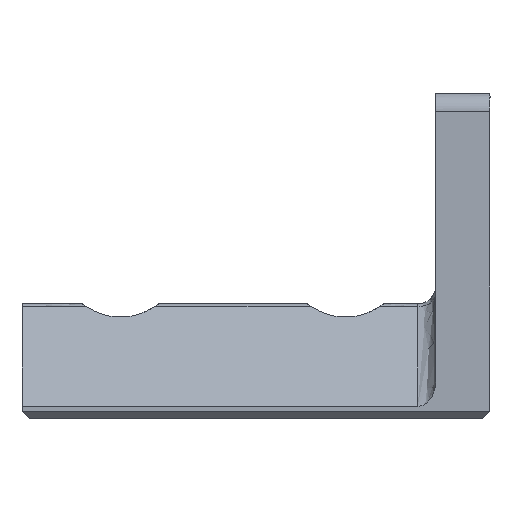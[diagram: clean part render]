
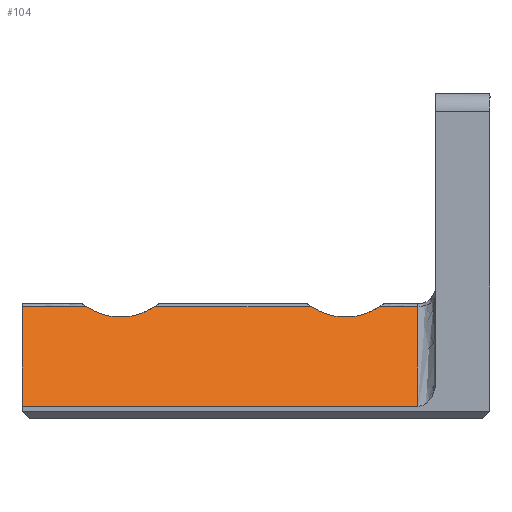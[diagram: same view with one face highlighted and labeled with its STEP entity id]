
A CAD part, front view. The second image highlights one B-rep face of the part: STEP entity #104.
In plain terms, the highlighted planar face has unit normal (0, -0.707, 0.707).
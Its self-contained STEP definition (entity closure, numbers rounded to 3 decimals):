
#104=ADVANCED_FACE('',(#211),#1787,.T.);
#211=FACE_OUTER_BOUND('',#324,.T.);
#324=EDGE_LOOP('',(#699,#700,#701,#702,#703,#704,#705,#706));
#699=ORIENTED_EDGE('',*,*,#1180,.T.);
#700=ORIENTED_EDGE('',*,*,#1181,.T.);
#701=ORIENTED_EDGE('',*,*,#1137,.F.);
#702=ORIENTED_EDGE('',*,*,#1141,.T.);
#703=ORIENTED_EDGE('',*,*,#1133,.F.);
#704=ORIENTED_EDGE('',*,*,#1142,.T.);
#705=ORIENTED_EDGE('',*,*,#1130,.T.);
#706=ORIENTED_EDGE('',*,*,#1169,.F.);
#1130=EDGE_CURVE('',#1637,#1609,#1456,.T.);
#1133=EDGE_CURVE('',#1645,#1644,#1459,.T.);
#1137=EDGE_CURVE('',#1653,#1652,#1463,.T.);
#1141=EDGE_CURVE('',#1653,#1644,#1467,.T.);
#1142=EDGE_CURVE('',#1645,#1637,#1468,.T.);
#1169=EDGE_CURVE('',#1664,#1609,#1489,.T.);
#1180=EDGE_CURVE('',#1664,#1675,#1500,.T.);
#1181=EDGE_CURVE('',#1675,#1652,#1501,.T.);
#1456=B_SPLINE_CURVE_WITH_KNOTS('',1,(#3856,#3857),.UNSPECIFIED.,.F.,.F.,
(2,2),(2.023,2.892),.UNSPECIFIED.);
#1459=B_SPLINE_CURVE_WITH_KNOTS('',3,(#3871,#3872,#3873,#3874,#3875,#3876,
#3877),.UNSPECIFIED.,.F.,.F.,(4,1,1,1,4),(-1.391,0.006,
0.725,1.445,2.841),.UNSPECIFIED.);
#1463=B_SPLINE_CURVE_WITH_KNOTS('',3,(#3897,#3898,#3899,#3900,#3901,#3902,
#3903),.UNSPECIFIED.,.F.,.F.,(4,1,1,1,4),(-1.391,0.006,
0.725,1.445,2.841),.UNSPECIFIED.);
#1467=B_SPLINE_CURVE_WITH_KNOTS('',1,(#3914,#3915),.UNSPECIFIED.,.F.,.F.,
(2,2),(-0.201,8.455),.UNSPECIFIED.);
#1468=B_SPLINE_CURVE_WITH_KNOTS('',1,(#3916,#3917),.UNSPECIFIED.,.F.,.F.,
(2,2),(-0.201,3.352),.UNSPECIFIED.);
#1489=B_SPLINE_CURVE_WITH_KNOTS('',1,(#4156,#4157),.UNSPECIFIED.,.F.,.F.,
(2,2),(58.4,80.3),.UNSPECIFIED.);
#1500=B_SPLINE_CURVE_WITH_KNOTS('',1,(#4214,#4215),.UNSPECIFIED.,.F.,.F.,
(2,2),(0.,7.807),.UNSPECIFIED.);
#1501=B_SPLINE_CURVE_WITH_KNOTS('',1,(#4216,#4217),.UNSPECIFIED.,.F.,.F.,
(2,2),(1.,3.103),.UNSPECIFIED.);
#1609=VERTEX_POINT('',#3540);
#1637=VERTEX_POINT('',#3568);
#1644=VERTEX_POINT('',#3575);
#1645=VERTEX_POINT('',#3576);
#1652=VERTEX_POINT('',#3583);
#1653=VERTEX_POINT('',#3584);
#1664=VERTEX_POINT('',#3595);
#1675=VERTEX_POINT('',#3606);
#1787=PLANE('',#1845);
#1845=AXIS2_PLACEMENT_3D('',#3216,#1886,$);
#1886=DIRECTION('',(0.,-0.707,0.707));
#3216=CARTESIAN_POINT('',(63.358,821.649,6.203));
#3540=CARTESIAN_POINT('',(63.358,816.129,0.683));
#3568=CARTESIAN_POINT('',(63.358,821.649,6.203));
#3575=CARTESIAN_POINT('',(70.705,821.649,6.203));
#3576=CARTESIAN_POINT('',(66.911,821.649,6.203));
#3583=CARTESIAN_POINT('',(83.155,821.649,6.203));
#3584=CARTESIAN_POINT('',(79.361,821.649,6.203));
#3595=CARTESIAN_POINT('',(85.258,816.129,0.683));
#3606=CARTESIAN_POINT('',(85.258,821.649,6.203));
#3856=CARTESIAN_POINT('',(63.358,821.649,6.203));
#3857=CARTESIAN_POINT('',(63.358,816.129,0.683));
#3871=CARTESIAN_POINT('',(66.911,821.649,6.203));
#3872=CARTESIAN_POINT('',(67.249,821.423,5.976));
#3873=CARTESIAN_POINT('',(67.862,821.148,5.701));
#3874=CARTESIAN_POINT('',(68.808,821.045,5.599));
#3875=CARTESIAN_POINT('',(69.754,821.148,5.701));
#3876=CARTESIAN_POINT('',(70.367,821.423,5.976));
#3877=CARTESIAN_POINT('',(70.705,821.649,6.203));
#3897=CARTESIAN_POINT('',(79.361,821.649,6.203));
#3898=CARTESIAN_POINT('',(79.699,821.423,5.976));
#3899=CARTESIAN_POINT('',(80.312,821.148,5.701));
#3900=CARTESIAN_POINT('',(81.258,821.045,5.599));
#3901=CARTESIAN_POINT('',(82.204,821.148,5.701));
#3902=CARTESIAN_POINT('',(82.817,821.423,5.976));
#3903=CARTESIAN_POINT('',(83.155,821.649,6.203));
#3914=CARTESIAN_POINT('',(79.361,821.649,6.203));
#3915=CARTESIAN_POINT('',(70.705,821.649,6.203));
#3916=CARTESIAN_POINT('',(66.911,821.649,6.203));
#3917=CARTESIAN_POINT('',(63.358,821.649,6.203));
#4156=CARTESIAN_POINT('',(85.258,816.129,0.683));
#4157=CARTESIAN_POINT('',(63.358,816.129,0.683));
#4214=CARTESIAN_POINT('',(85.258,816.129,0.683));
#4215=CARTESIAN_POINT('',(85.258,821.649,6.203));
#4216=CARTESIAN_POINT('',(85.258,821.649,6.203));
#4217=CARTESIAN_POINT('',(83.155,821.649,6.203));
